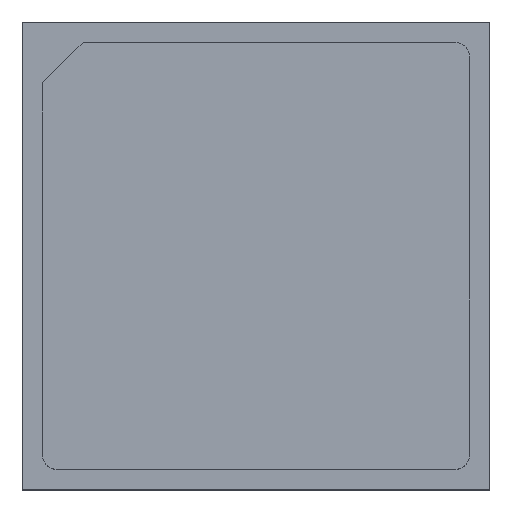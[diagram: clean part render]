
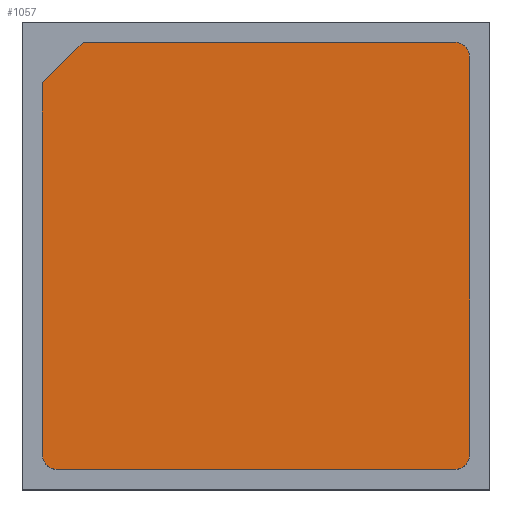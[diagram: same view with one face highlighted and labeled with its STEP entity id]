
A CAD part, top view. The second image highlights one B-rep face of the part: STEP entity #1057.
In plain terms, the highlighted face is planar.
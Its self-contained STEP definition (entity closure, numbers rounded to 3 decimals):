
#815=CARTESIAN_POINT('',(9.75,1.049,9.75));
#816=DIRECTION('',(0.,1.,0.));
#817=DIRECTION('',(0.,0.,1.));
#818=AXIS2_PLACEMENT_3D('',#815,#816,#817);
#823=DIRECTION('',(1.,0.,0.));
#824=VECTOR('',#823,19.5);
#825=CARTESIAN_POINT('',(-9.75,1.049,10.5));
#826=LINE('',#825,#824);
#830=CARTESIAN_POINT('',(-9.75,1.049,9.75));
#831=DIRECTION('',(0.,1.,0.));
#832=DIRECTION('',(-1.,0.,0.));
#833=AXIS2_PLACEMENT_3D('',#830,#831,#832);
#838=DIRECTION('',(0.,0.,1.));
#839=VECTOR('',#838,18.25);
#840=CARTESIAN_POINT('',(-10.5,1.049,-8.5));
#841=LINE('',#840,#839);
#845=DIRECTION('',(-0.707,0.,0.707));
#846=VECTOR('',#845,2.828);
#847=CARTESIAN_POINT('',(-8.5,1.049,-10.5));
#848=LINE('',#847,#846);
#852=DIRECTION('',(-1.,0.,0.));
#853=VECTOR('',#852,18.25);
#854=CARTESIAN_POINT('',(9.75,1.049,-10.5));
#855=LINE('',#854,#853);
#859=CARTESIAN_POINT('',(9.75,1.049,-9.75));
#860=DIRECTION('',(0.,1.,0.));
#861=DIRECTION('',(1.,0.,0.));
#862=AXIS2_PLACEMENT_3D('',#859,#860,#861);
#867=DIRECTION('',(0.,0.,-1.));
#868=VECTOR('',#867,19.5);
#869=CARTESIAN_POINT('',(10.5,1.049,9.75));
#870=LINE('',#869,#868);
#878=CARTESIAN_POINT('',(-8.5,1.049,-10.5));
#879=VERTEX_POINT('',#878);
#880=CARTESIAN_POINT('',(-10.5,1.049,-8.5));
#881=VERTEX_POINT('',#880);
#886=CARTESIAN_POINT('',(9.75,1.049,10.5));
#887=VERTEX_POINT('',#886);
#888=CARTESIAN_POINT('',(10.5,1.049,9.75));
#889=VERTEX_POINT('',#888);
#894=CARTESIAN_POINT('',(-10.5,1.049,9.75));
#895=VERTEX_POINT('',#894);
#896=CARTESIAN_POINT('',(-9.75,1.049,10.5));
#897=VERTEX_POINT('',#896);
#902=CARTESIAN_POINT('',(10.5,1.049,-9.75));
#903=VERTEX_POINT('',#902);
#904=CARTESIAN_POINT('',(9.75,1.049,-10.5));
#905=VERTEX_POINT('',#904);
#1042=CARTESIAN_POINT('',(0.,1.049,0.));
#1043=DIRECTION('',(0.,1.,0.));
#1044=DIRECTION('',(1.,0.,0.));
#1045=AXIS2_PLACEMENT_3D('',#1042,#1043,#1044);
#1046=PLANE('',#1045);
#1047=ORIENTED_EDGE('',*,*,#938,.F.);
#1048=ORIENTED_EDGE('',*,*,#954,.F.);
#1049=ORIENTED_EDGE('',*,*,#967,.F.);
#1050=ORIENTED_EDGE('',*,*,#982,.F.);
#1051=ORIENTED_EDGE('',*,*,#995,.F.);
#1052=ORIENTED_EDGE('',*,*,#1008,.F.);
#1053=ORIENTED_EDGE('',*,*,#1023,.F.);
#1054=ORIENTED_EDGE('',*,*,#1035,.F.);
#1055=EDGE_LOOP('',(#1047,#1048,#1049,#1050,#1051,#1052,#1053,#1054));
#1056=FACE_OUTER_BOUND('',#1055,.F.);
#1057=ADVANCED_FACE('',(#1056),#1046,.T.);
#819=CIRCLE('',#818,0.75);
#834=CIRCLE('',#833,0.75);
#863=CIRCLE('',#862,0.75);
#938=EDGE_CURVE('',#887,#889,#819,.T.);
#954=EDGE_CURVE('',#897,#887,#826,.T.);
#967=EDGE_CURVE('',#895,#897,#834,.T.);
#982=EDGE_CURVE('',#881,#895,#841,.T.);
#995=EDGE_CURVE('',#879,#881,#848,.T.);
#1008=EDGE_CURVE('',#905,#879,#855,.T.);
#1023=EDGE_CURVE('',#903,#905,#863,.T.);
#1035=EDGE_CURVE('',#889,#903,#870,.T.);
